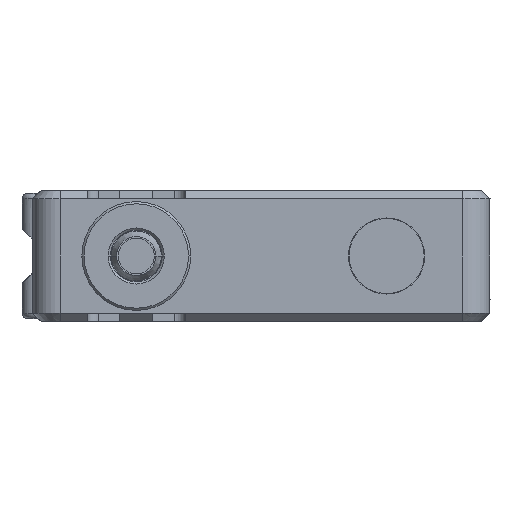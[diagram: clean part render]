
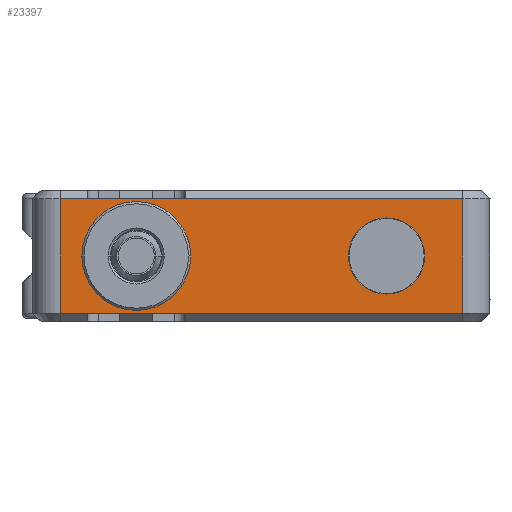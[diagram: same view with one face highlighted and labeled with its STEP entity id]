
A CAD part, left-side view. The second image highlights one B-rep face of the part: STEP entity #23397.
In plain terms, the highlighted planar face has unit normal (-1, 0, 0).
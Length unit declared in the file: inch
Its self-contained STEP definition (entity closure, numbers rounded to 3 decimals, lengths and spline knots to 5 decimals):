
#6977=DIRECTION('',(0.,-1.,0.));
#6978=VECTOR('',#6977,0.09843);
#6979=CARTESIAN_POINT('',(-1.9685,0.72835,
0.20669));
#6980=LINE('',#6979,#6978);
#6981=DIRECTION('',(0.,1.,0.));
#6982=VECTOR('',#6981,0.35433);
#6983=CARTESIAN_POINT('',(-1.9685,0.27559,
0.20669));
#6984=LINE('',#6983,#6982);
#6985=DIRECTION('',(0.,-1.,0.));
#6986=VECTOR('',#6985,1.00394);
#6987=CARTESIAN_POINT('',(-1.9685,0.27559,
0.20669));
#6988=LINE('',#6987,#6986);
#6989=DIRECTION('',(0.,0.,-1.));
#6990=VECTOR('',#6989,0.41339);
#6991=CARTESIAN_POINT('',(-1.9685,-0.72835,
0.20669));
#6992=LINE('',#6991,#6990);
#6993=DIRECTION('',(0.,1.,0.));
#6994=VECTOR('',#6993,1.00394);
#6995=CARTESIAN_POINT('',(-1.9685,-0.72835,
-0.20669));
#6996=LINE('',#6995,#6994);
#6997=DIRECTION('',(0.,1.,0.));
#6998=VECTOR('',#6997,0.35433);
#6999=CARTESIAN_POINT('',(-1.9685,0.27559,
-0.20669));
#7000=LINE('',#6999,#6998);
#7001=DIRECTION('',(0.,1.,0.));
#7002=VECTOR('',#7001,0.09843);
#7003=CARTESIAN_POINT('',(-1.9685,0.62992,
-0.20669));
#7004=LINE('',#7003,#7002);
#7005=DIRECTION('',(0.,0.,-1.));
#7006=VECTOR('',#7005,0.41339);
#7007=CARTESIAN_POINT('',(-1.9685,0.72835,
0.20669));
#7008=LINE('',#7007,#7006);
#7009=CARTESIAN_POINT('',(-1.9685,-0.45276,0.));
#7010=DIRECTION('',(1.,0.,0.));
#7011=DIRECTION('',(0.,1.,0.));
#7012=AXIS2_PLACEMENT_3D('',#7009,#7010,#7011);
#7014=CARTESIAN_POINT('',(-1.9685,-0.45276,0.));
#7015=DIRECTION('',(1.,0.,0.));
#7016=DIRECTION('',(0.,-1.,0.));
#7017=AXIS2_PLACEMENT_3D('',#7014,#7015,#7016);
#7019=CARTESIAN_POINT('',(-1.9685,0.45276,0.));
#7020=DIRECTION('',(-1.,0.,0.));
#7021=DIRECTION('',(0.,1.,0.));
#7022=AXIS2_PLACEMENT_3D('',#7019,#7020,#7021);
#7024=CARTESIAN_POINT('',(-1.9685,0.45276,0.));
#7025=DIRECTION('',(-1.,0.,0.));
#7026=DIRECTION('',(0.,-1.,0.));
#7027=AXIS2_PLACEMENT_3D('',#7024,#7025,#7026);
#12535=CARTESIAN_POINT('',(-1.9685,-0.31496,0.));
#12536=CARTESIAN_POINT('',(-1.9685,-0.59055,0.));
#12537=VERTEX_POINT('',#12535);
#12538=VERTEX_POINT('',#12536);
#12620=CARTESIAN_POINT('',(-1.9685,0.62992,
0.20669));
#12622=VERTEX_POINT('',#12620);
#12623=CARTESIAN_POINT('',(-1.9685,0.72835,
0.20669));
#12624=VERTEX_POINT('',#12623);
#12645=CARTESIAN_POINT('',(-1.9685,-0.72835,
0.20669));
#12646=VERTEX_POINT('',#12645);
#12647=CARTESIAN_POINT('',(-1.9685,0.27559,
0.20669));
#12649=VERTEX_POINT('',#12647);
#12652=CARTESIAN_POINT('',(-1.9685,0.27559,
-0.20669));
#12654=VERTEX_POINT('',#12652);
#12655=CARTESIAN_POINT('',(-1.9685,-0.72835,
-0.20669));
#12656=VERTEX_POINT('',#12655);
#12677=CARTESIAN_POINT('',(-1.9685,0.72835,
-0.20669));
#12678=VERTEX_POINT('',#12677);
#12679=CARTESIAN_POINT('',(-1.9685,0.62992,
-0.20669));
#12681=VERTEX_POINT('',#12679);
#15271=CARTESIAN_POINT('',(-1.9685,0.64173,
0.));
#15272=CARTESIAN_POINT('',(-1.9685,0.26378,
0.));
#15273=VERTEX_POINT('',#15271);
#15274=VERTEX_POINT('',#15272);
#23364=CARTESIAN_POINT('',(-1.9685,0.82677,
-0.23622));
#23365=DIRECTION('',(-1.,0.,0.));
#23366=DIRECTION('',(0.,-1.,0.));
#23367=AXIS2_PLACEMENT_3D('',#23364,#23365,#23366);
#23368=PLANE('',#23367);
#23369=ORIENTED_EDGE('',*,*,#23301,.T.);
#23370=ORIENTED_EDGE('',*,*,#23341,.F.);
#23372=ORIENTED_EDGE('',*,*,#23371,.T.);
#23374=ORIENTED_EDGE('',*,*,#23373,.T.);
#23376=ORIENTED_EDGE('',*,*,#23375,.T.);
#23378=ORIENTED_EDGE('',*,*,#23377,.T.);
#23380=ORIENTED_EDGE('',*,*,#23379,.T.);
#23382=ORIENTED_EDGE('',*,*,#23381,.F.);
#23383=EDGE_LOOP('',(#23369,#23370,#23372,#23374,#23376,#23378,#23380,#23382));
#23384=FACE_OUTER_BOUND('',#23383,.F.);
#23386=ORIENTED_EDGE('',*,*,#23385,.F.);
#23388=ORIENTED_EDGE('',*,*,#23387,.F.);
#23389=EDGE_LOOP('',(#23386,#23388));
#23390=FACE_BOUND('',#23389,.F.);
#23392=ORIENTED_EDGE('',*,*,#23391,.T.);
#23394=ORIENTED_EDGE('',*,*,#23393,.T.);
#23395=EDGE_LOOP('',(#23392,#23394));
#23396=FACE_BOUND('',#23395,.F.);
#23397=ADVANCED_FACE('',(#23384,#23390,#23396),#23368,.T.);
#7013=CIRCLE('',#7012,0.1378);
#7018=CIRCLE('',#7017,0.1378);
#7023=CIRCLE('',#7022,0.18898);
#7028=CIRCLE('',#7027,0.18898);
#23301=EDGE_CURVE('',#12624,#12622,#6980,.T.);
#23341=EDGE_CURVE('',#12649,#12622,#6984,.T.);
#23371=EDGE_CURVE('',#12649,#12646,#6988,.T.);
#23373=EDGE_CURVE('',#12646,#12656,#6992,.T.);
#23375=EDGE_CURVE('',#12656,#12654,#6996,.T.);
#23377=EDGE_CURVE('',#12654,#12681,#7000,.T.);
#23379=EDGE_CURVE('',#12681,#12678,#7004,.T.);
#23381=EDGE_CURVE('',#12624,#12678,#7008,.T.);
#23385=EDGE_CURVE('',#12537,#12538,#7013,.T.);
#23387=EDGE_CURVE('',#12538,#12537,#7018,.T.);
#23391=EDGE_CURVE('',#15273,#15274,#7023,.T.);
#23393=EDGE_CURVE('',#15274,#15273,#7028,.T.);
